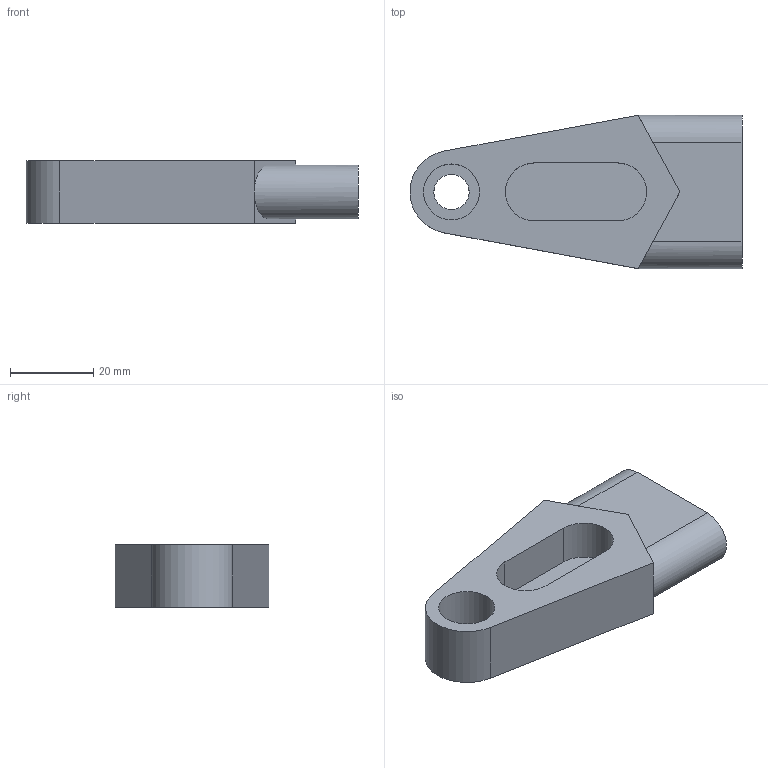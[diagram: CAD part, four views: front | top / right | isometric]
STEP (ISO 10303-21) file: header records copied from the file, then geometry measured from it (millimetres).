
FILE_DESCRIPTION(/* description */ (''),/* implementation_level */ '2;1');
FILE_NAME(/* name */ 'Barigo CM1 - Patte boucle AR v4.step',/* time_stamp */ '2021-02-18T18:21:21+01:00',/* author */ (''),/* organization */ (''),/* preprocessor_version */ 'ST-DEVELOPER v18.1',/* originating_system */ 'Autodesk Translation Framework v9.7.1.1290',/* authorisation */ '');
FILE_SCHEMA (('AUTOMOTIVE_DESIGN { 1 0 10303 214 3 1 1 }'));
Length unit declared in the file: millimetre
Products named in the file (1): Barigo CM1 - Patte boucle AR
Bounding box: 80 x 37 x 15 mm (x, y, z)
Volume: 27173.8 mm3; surface area: 8808.3 mm2
Topology: 1 solids, 1 shells, 22 faces, 52 edges, 34 vertices
Faces by surface type: plane 15, cylinder 7
Full cylindrical faces by diameter (mm): 8.5 x1, 13.5 x1
Entity records: 673 total; most frequent: DIRECTION 114, CARTESIAN_POINT 109, ORIENTED_EDGE 104, EDGE_CURVE 52, AXIS2_PLACEMENT_3D 39, LINE 36, VECTOR 36, VERTEX_POINT 34
